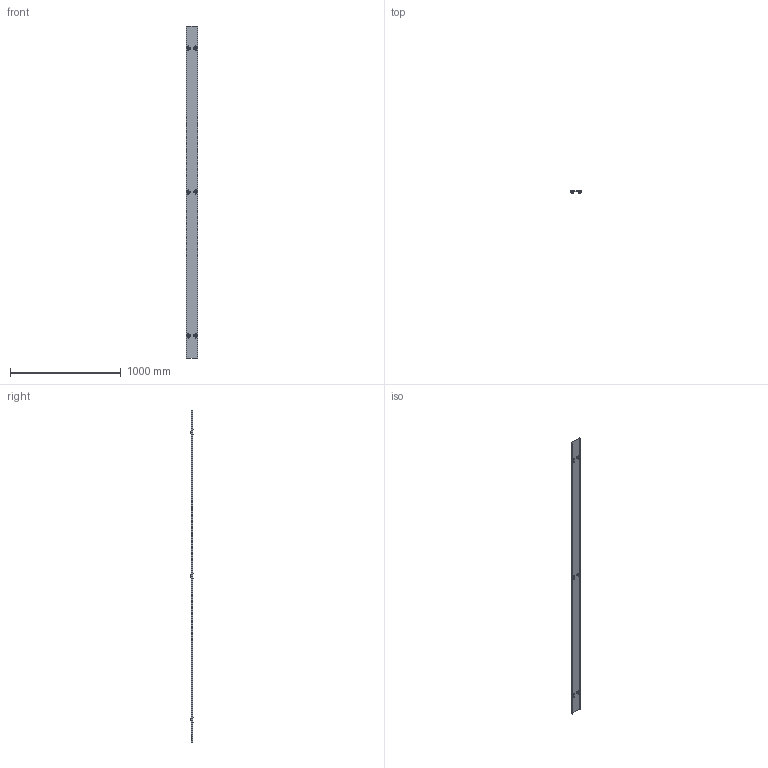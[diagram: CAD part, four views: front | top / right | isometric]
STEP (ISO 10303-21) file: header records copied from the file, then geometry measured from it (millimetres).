
FILE_DESCRIPTION (( 'STEP AP214' ), '1' );
FILE_NAME ('6052097.stp', '2019-04-16T06:20:23', ( '' ), ( '' ), 'SwSTEP 2.0', 'SolidWorks 2018', '' );
FILE_SCHEMA (( 'AUTOMOTIVE_DESIGN' ));
Length unit declared in the file: millimetre
Products named in the file (4): 116611_100x3000 s=1,5; 099600_Standard; 6052097; 109905_quadratisch
Assembly tree (13 placements, depth 2):
  6052097
    116611_100x3000 s=1,5
    109905_quadratisch  x6
    099600_Standard  x6
Bounding box: 105 x 21.36 x 3000 mm (x, y, z)
Volume: 592077.7 mm3; surface area: 793317.8 mm2
Topology: 13 solids, 13 shells, 516 faces, 1332 edges, 848 vertices
Faces by surface type: bspline 204, plane 168, cylinder 72, cone 48, torus 24
Entity records: 5449 total; most frequent: CARTESIAN_POINT 2733, ORIENTED_EDGE 580, DIRECTION 438, EDGE_CURVE 290, VERTEX_POINT 188, AXIS2_PLACEMENT_3D 157, EDGE_LOOP 128, LINE 124
